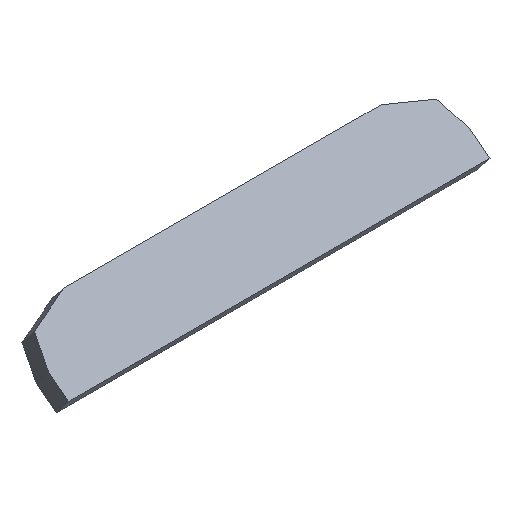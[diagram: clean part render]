
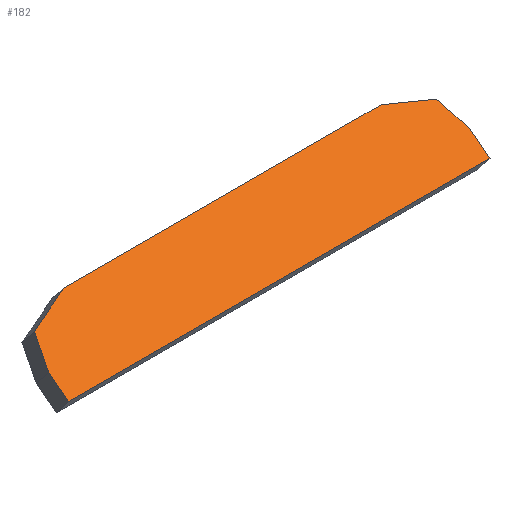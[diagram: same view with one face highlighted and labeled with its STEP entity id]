
A CAD part, isometric view. The second image highlights one B-rep face of the part: STEP entity #182.
In plain terms, the highlighted planar face has unit normal (0, -0.616, 0.788).
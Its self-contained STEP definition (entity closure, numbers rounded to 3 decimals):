
#16=FACE_OUTER_BOUND('',#26,.T.);
#26=EDGE_LOOP('',(#127,#128,#129,#130,#131,#132,#133,#134));
#35=LINE('',#265,#59);
#39=LINE('',#273,#63);
#40=LINE('',#275,#64);
#41=LINE('',#277,#65);
#42=LINE('',#279,#66);
#43=LINE('',#281,#67);
#44=LINE('',#283,#68);
#45=LINE('',#284,#69);
#59=VECTOR('',#219,10.);
#63=VECTOR('',#225,10.);
#64=VECTOR('',#226,10.);
#65=VECTOR('',#227,10.);
#66=VECTOR('',#228,10.);
#67=VECTOR('',#229,10.);
#68=VECTOR('',#230,10.);
#69=VECTOR('',#231,10.);
#83=VERTEX_POINT('',#263);
#84=VERTEX_POINT('',#264);
#87=VERTEX_POINT('',#272);
#88=VERTEX_POINT('',#274);
#89=VERTEX_POINT('',#276);
#90=VERTEX_POINT('',#278);
#91=VERTEX_POINT('',#280);
#92=VERTEX_POINT('',#282);
#99=EDGE_CURVE('',#83,#84,#35,.T.);
#103=EDGE_CURVE('',#83,#87,#39,.T.);
#104=EDGE_CURVE('',#87,#88,#40,.T.);
#105=EDGE_CURVE('',#88,#89,#41,.T.);
#106=EDGE_CURVE('',#90,#89,#42,.T.);
#107=EDGE_CURVE('',#90,#91,#43,.T.);
#108=EDGE_CURVE('',#91,#92,#44,.T.);
#109=EDGE_CURVE('',#92,#84,#45,.T.);
#127=ORIENTED_EDGE('',*,*,#99,.F.);
#128=ORIENTED_EDGE('',*,*,#103,.T.);
#129=ORIENTED_EDGE('',*,*,#104,.T.);
#130=ORIENTED_EDGE('',*,*,#105,.T.);
#131=ORIENTED_EDGE('',*,*,#106,.F.);
#132=ORIENTED_EDGE('',*,*,#107,.T.);
#133=ORIENTED_EDGE('',*,*,#108,.T.);
#134=ORIENTED_EDGE('',*,*,#109,.T.);
#172=PLANE('',#206);
#182=ADVANCED_FACE('',(#16),#172,.F.);
#206=AXIS2_PLACEMENT_3D('',#271,#223,#224);
#219=DIRECTION('',(-1.,0.,0.));
#223=DIRECTION('center_axis',(0.,0.616,-0.788));
#224=DIRECTION('ref_axis',(0.,0.788,0.616));
#225=DIRECTION('',(0.,0.788,0.616));
#226=DIRECTION('',(-0.3,0.752,0.587));
#227=DIRECTION('',(-0.934,0.282,0.221));
#228=DIRECTION('',(1.,0.,0.));
#229=DIRECTION('',(-0.934,-0.282,-0.221));
#230=DIRECTION('',(-0.3,-0.752,-0.587));
#231=DIRECTION('',(0.,-0.788,-0.616));
#263=CARTESIAN_POINT('',(-2.,6.465,79.581));
#264=CARTESIAN_POINT('',(-65.,6.465,79.581));
#265=CARTESIAN_POINT('',(-33.5,6.465,79.581));
#271=CARTESIAN_POINT('Origin',(-33.5,4.101,77.734));
#272=CARTESIAN_POINT('',(-2.,9.42,81.89));
#273=CARTESIAN_POINT('',(-2.,12.227,84.083));
#274=CARTESIAN_POINT('',(-3.433,13.005,84.692));
#275=CARTESIAN_POINT('',(-2.813,11.454,83.479));
#276=CARTESIAN_POINT('',(-9.815,14.936,86.2));
#277=CARTESIAN_POINT('',(-15.883,16.771,87.634));
#278=CARTESIAN_POINT('',(-57.185,14.936,86.2));
#279=CARTESIAN_POINT('',(-33.5,14.936,86.2));
#280=CARTESIAN_POINT('',(-63.567,13.005,84.692));
#281=CARTESIAN_POINT('',(-51.117,16.771,87.634));
#282=CARTESIAN_POINT('',(-65.,9.42,81.89));
#283=CARTESIAN_POINT('',(-64.187,11.454,83.479));
#284=CARTESIAN_POINT('',(-65.,12.227,84.083));
